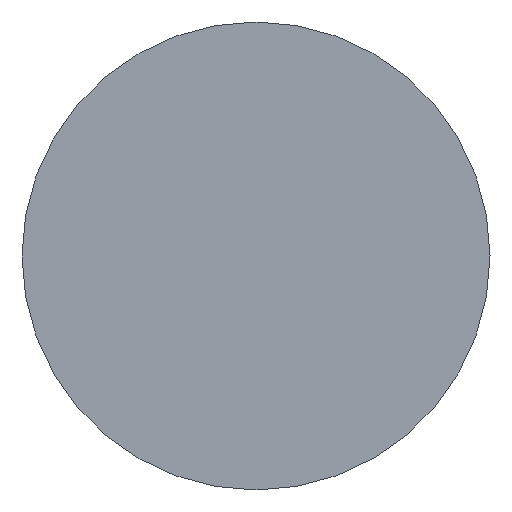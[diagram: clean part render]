
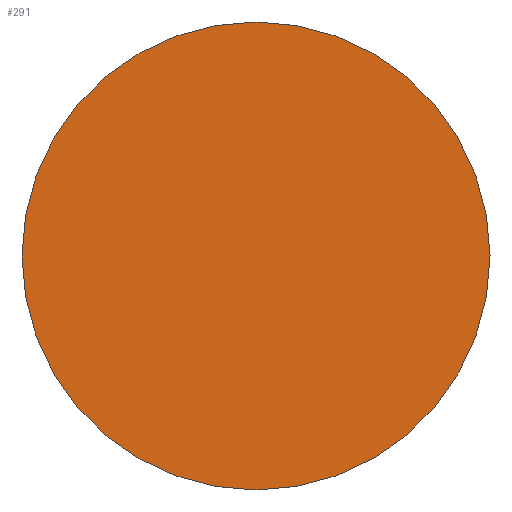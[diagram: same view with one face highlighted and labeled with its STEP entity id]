
A CAD part, front view. The second image highlights one B-rep face of the part: STEP entity #291.
In plain terms, the highlighted planar face has unit normal (0, -1, 0).
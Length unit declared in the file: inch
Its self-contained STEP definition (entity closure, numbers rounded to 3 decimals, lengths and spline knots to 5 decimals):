
#3 = CARTESIAN_POINT ( 'NONE',  ( 0., 0., 0. ) ) ;
#19 = DIRECTION ( 'NONE',  ( 0., -1., 0. ) ) ;
#58 = CARTESIAN_POINT ( 'NONE',  ( 0., 0., -0.09375 ) ) ;
#64 = PLANE ( 'NONE',  #361 ) ;
#74 = EDGE_CURVE ( 'NONE', #274, #230, #438, .T. ) ;
#82 = ORIENTED_EDGE ( 'NONE', *, *, #255, .T. ) ;
#83 = DIRECTION ( 'NONE',  ( 0., 0., -1. ) ) ;
#86 = DIRECTION ( 'NONE',  ( 0., -1., 0. ) ) ;
#166 = DIRECTION ( 'NONE',  ( 0., 0., -1. ) ) ;
#187 = EDGE_LOOP ( 'NONE', ( #82, #281 ) ) ;
#195 = CARTESIAN_POINT ( 'NONE',  ( 0., 0., 0. ) ) ;
#223 = AXIS2_PLACEMENT_3D ( 'NONE', #270, #19, #235 ) ;
#226 = DIRECTION ( 'NONE',  ( 0., -1., 0. ) ) ;
#230 = VERTEX_POINT ( 'NONE', #58 ) ;
#235 = DIRECTION ( 'NONE',  ( 0., 0., -1. ) ) ;
#242 = AXIS2_PLACEMENT_3D ( 'NONE', #3, #86, #83 ) ;
#255 = EDGE_CURVE ( 'NONE', #230, #274, #425, .T. ) ;
#270 = CARTESIAN_POINT ( 'NONE',  ( 0., 0., 0. ) ) ;
#274 = VERTEX_POINT ( 'NONE', #376 ) ;
#281 = ORIENTED_EDGE ( 'NONE', *, *, #74, .T. ) ;
#291 = ADVANCED_FACE ( 'NONE', ( #304 ), #64, .T. ) ;
#304 = FACE_OUTER_BOUND ( 'NONE', #187, .T. ) ;
#361 = AXIS2_PLACEMENT_3D ( 'NONE', #195, #226, #166 ) ;
#376 = CARTESIAN_POINT ( 'NONE',  ( 0., 0., 0.09375 ) ) ;
#425 = CIRCLE ( 'NONE', #223, 0.09375 ) ;
#438 = CIRCLE ( 'NONE', #242, 0.09375 ) ;
